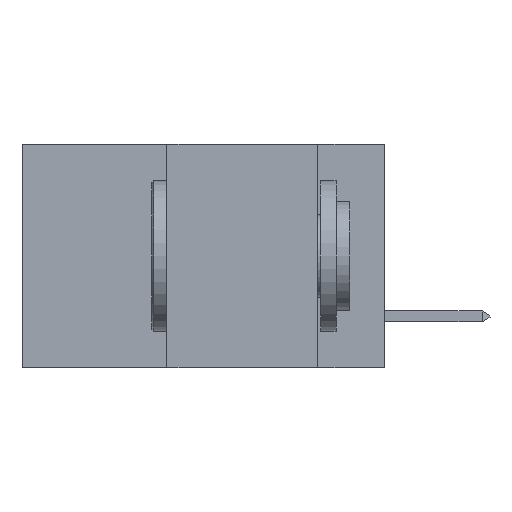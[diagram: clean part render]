
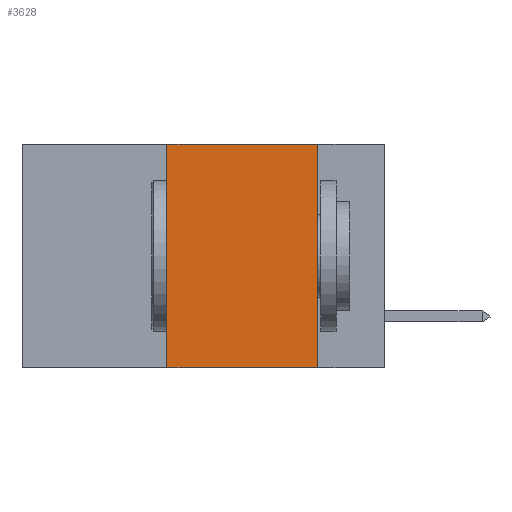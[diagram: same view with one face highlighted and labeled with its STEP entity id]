
A CAD part, left-side view. The second image highlights one B-rep face of the part: STEP entity #3628.
In plain terms, the highlighted planar face has unit normal (-1, 0, 0).
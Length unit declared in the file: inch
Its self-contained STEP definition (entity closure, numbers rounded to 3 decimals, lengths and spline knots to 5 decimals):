
#111 = ORIENTED_EDGE ( 'NONE', *, *, #6322, .F. ) ;
#759 = VERTEX_POINT ( 'NONE', #4210 ) ;
#1225 = FACE_OUTER_BOUND ( 'NONE', #7404, .T. ) ;
#1304 = CARTESIAN_POINT ( 'NONE',  ( 0., 0.11, -0.37 ) ) ;
#2054 = DIRECTION ( 'NONE',  ( 1., 0., 0. ) ) ;
#2058 = PLANE ( 'NONE',  #14475 ) ;
#2112 = DIRECTION ( 'NONE',  ( 0., 0., -1. ) ) ;
#2409 = CARTESIAN_POINT ( 'NONE',  ( 0., 0.11, 0. ) ) ;
#2509 = CARTESIAN_POINT ( 'NONE',  ( 0., 0.6, 0. ) ) ;
#3016 = EDGE_CURVE ( 'NONE', #759, #9396, #10737, .T. ) ;
#3161 = DIRECTION ( 'NONE',  ( 0., -1., 0. ) ) ;
#3390 = CARTESIAN_POINT ( 'NONE',  ( 0., 0.6, 0. ) ) ;
#3628 = ADVANCED_FACE ( 'NONE', ( #1225 ), #2058, .F. ) ;
#3929 = VECTOR ( 'NONE', #10434, 39.37008 ) ;
#4210 = CARTESIAN_POINT ( 'NONE',  ( 0., 0.36, 0. ) ) ;
#4390 = ORIENTED_EDGE ( 'NONE', *, *, #6393, .T. ) ;
#5392 = CARTESIAN_POINT ( 'NONE',  ( 0., 0.6, -0.37 ) ) ;
#6322 = EDGE_CURVE ( 'NONE', #15739, #759, #11638, .T. ) ;
#6393 = EDGE_CURVE ( 'NONE', #15739, #14220, #15013, .T. ) ;
#6865 = ORIENTED_EDGE ( 'NONE', *, *, #6908, .F. ) ;
#6908 = EDGE_CURVE ( 'NONE', #9396, #14220, #16140, .T. ) ;
#7404 = EDGE_LOOP ( 'NONE', ( #6865, #13578, #111, #4390 ) ) ;
#8282 = VECTOR ( 'NONE', #12920, 39.37008 ) ;
#9396 = VERTEX_POINT ( 'NONE', #12862 ) ;
#9749 = CARTESIAN_POINT ( 'NONE',  ( 0., 0.36, -0.37 ) ) ;
#10350 = VECTOR ( 'NONE', #3161, 39.37008 ) ;
#10376 = CARTESIAN_POINT ( 'NONE',  ( 0., 0.36, 0. ) ) ;
#10434 = DIRECTION ( 'NONE',  ( 0., -1., 0. ) ) ;
#10737 = LINE ( 'NONE', #3390, #10350 ) ;
#11638 = LINE ( 'NONE', #10376, #8282 ) ;
#12862 = CARTESIAN_POINT ( 'NONE',  ( 0., 0.11, 0. ) ) ;
#12920 = DIRECTION ( 'NONE',  ( 0., 0., 1. ) ) ;
#12956 = DIRECTION ( 'NONE',  ( 0., 0., -1. ) ) ;
#13578 = ORIENTED_EDGE ( 'NONE', *, *, #3016, .F. ) ;
#14220 = VERTEX_POINT ( 'NONE', #1304 ) ;
#14475 = AXIS2_PLACEMENT_3D ( 'NONE', #2509, #2054, #2112 ) ;
#15013 = LINE ( 'NONE', #5392, #3929 ) ;
#15739 = VERTEX_POINT ( 'NONE', #9749 ) ;
#16140 = LINE ( 'NONE', #2409, #16513 ) ;
#16513 = VECTOR ( 'NONE', #12956, 39.37008 ) ;
